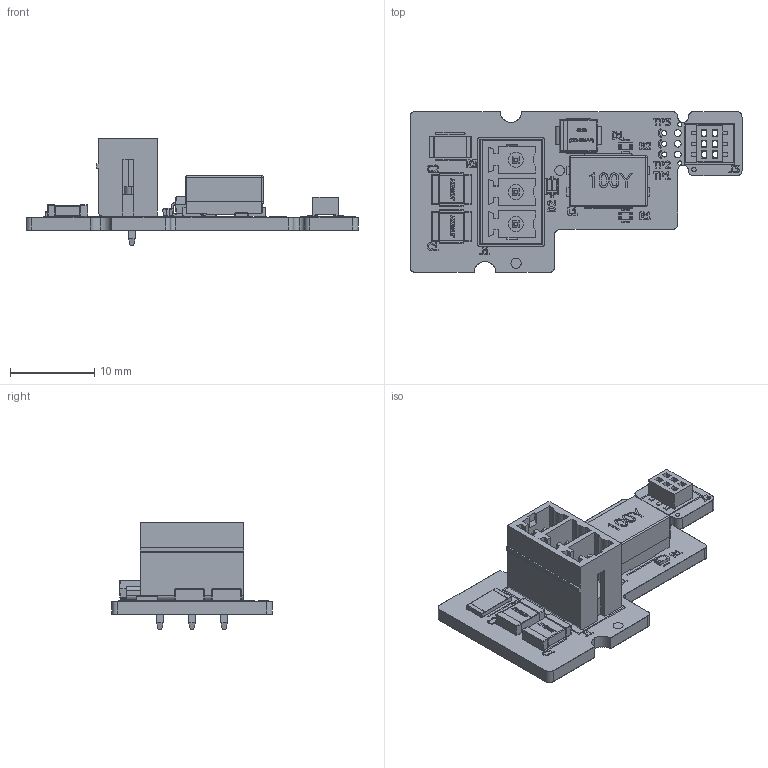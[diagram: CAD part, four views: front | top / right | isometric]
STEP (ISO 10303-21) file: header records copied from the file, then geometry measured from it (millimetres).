
FILE_DESCRIPTION(('KiCad electronic assembly'),'2;1');
FILE_NAME('minimal_spoe_hybrid.step','2025-03-20T11:55:31',('Pcbnew'),( 'Kicad'),'Open CASCADE STEP processor 7.8','KiCad to STEP converter' ,'Unknown');
FILE_SCHEMA(('AUTOMOTIVE_DESIGN { 1 0 10303 214 1 1 1 1 }'));
Length unit declared in the file: millimetre
Products named in the file (25): minimal_spoe_hybrid 1; R_0603; R_2010; C_1812; CCS_CCSTD_1812_L4.8W3.5T1.4B0.6; CCS_CCSTD_1812_L4.8W3.5T1.4B0.007; CCS_CCSTD_1812_L4.8W3.5T1.4B0.008; CCS_CCSTD_1812_L4.8W3.5T1.4B0.009; SRF0905A; Part; Part001; Part002; Part003; Part004; Part005; CLP-103-02-G-D-BE; CLP-103-2-G-D-BETRM; C-106-22-1-G-03-BE_Pin; C-106-22-1-G-03-BE_Pin001; CUI_DEVICES_TBP02R2-381-03BE; DO-214AA; SOD323; minimal_spoe_hybrid_silkscreen; minimal_spoe_hybrid_soldermask; minimal_spoe_hybrid_PCB
Assembly tree (26 placements, depth 3):
  minimal_spoe_hybrid 1
    R_0603  x2
    R_2010
    C_1812  x2
      CCS_CCSTD_1812_L4.8W3.5T1.4B0.6
      CCS_CCSTD_1812_L4.8W3.5T1.4B0.007
      CCS_CCSTD_1812_L4.8W3.5T1.4B0.008
      CCS_CCSTD_1812_L4.8W3.5T1.4B0.009
    SRF0905A
      Part
      Part001
      Part002
      Part003
      Part004
      Part005
    CLP-103-02-G-D-BE
      CLP-103-2-G-D-BETRM
      C-106-22-1-G-03-BE_Pin
      C-106-22-1-G-03-BE_Pin001
    CUI_DEVICES_TBP02R2-381-03BE
    DO-214AA
    SOD323
    minimal_spoe_hybrid_silkscreen
    minimal_spoe_hybrid_soldermask
    minimal_spoe_hybrid_PCB
Bounding box: 39.37 x 19.05 x 12.7 mm (x, y, z)
Volume: 1596.1 mm3; surface area: 4400.3 mm2
Topology: 23 solids, 79 shells, 1073 faces, 3465 edges, 2493 vertices
Faces by surface type: plane 576, cylinder 243, bspline 222, sphere 32
Full cylindrical faces by diameter (mm): 0.5 x2, 0.6 x3, 0.74 x6, 0.8 x3, 1.4 x3
Entity records: 41143 total; most frequent: CARTESIAN_POINT 11544, ORIENTED_EDGE 5340, DIRECTION 4343, EDGE_CURVE 3058, VERTEX_POINT 2275, LINE 1771, VECTOR 1771, AXIS2_PLACEMENT_3D 1286
